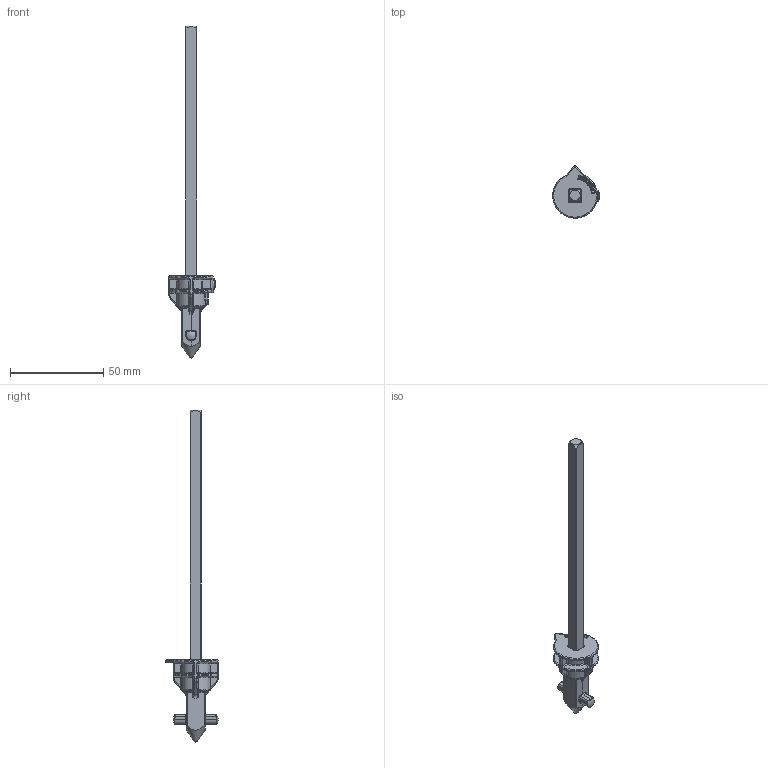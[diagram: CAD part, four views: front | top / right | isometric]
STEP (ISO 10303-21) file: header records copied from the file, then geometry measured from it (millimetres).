
FILE_DESCRIPTION(/* description */ (''),/* implementation_level */ '2;1');
FILE_NAME(/* name */ 'FILE_STP_CAD_DRAWING_3D__GMX7150S06_prt.stp',/* time_stamp */ '2022-03-30T09:17:49+02:00',/* author */ (''),/* organization */ (''),/* preprocessor_version */ 'ST-DEVELOPER v16.7',/* originating_system */ 'SIEMENS PLM Software NX 12.0',/* authorisation */ '');
FILE_SCHEMA (('AUTOMOTIVE_DESIGN { 1 0 10303 214 3 1 1 1 }'));
Length unit declared in the file: millimetre
Products named in the file (1): 3D_ GMX7150S06
Bounding box: 24.95 x 28 x 178 mm (x, y, z)
Surface area: 7568.4 mm2 (no closed solid volume)
Topology: 0 solids, 3 shells, 575 faces, 1459 edges, 873 vertices
Faces by surface type: bspline 266, plane 111, cylinder 97, torus 52, sphere 33, cone 16
Full cylindrical faces by diameter (mm): 6 x1, 6.2 x1, 24 x1
Entity records: 22419 total; most frequent: CARTESIAN_POINT 11117, ORIENTED_EDGE 2747, DIRECTION 1476, EDGE_CURVE 1434, VERTEX_POINT 868, B_SPLINE_CURVE_WITH_KNOTS 767, EDGE_LOOP 604, ADVANCED_FACE 575
